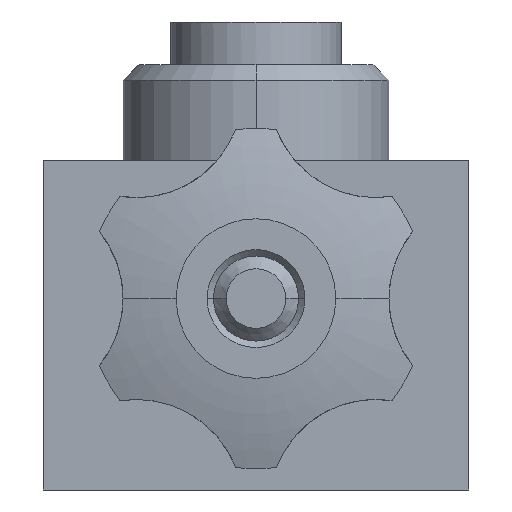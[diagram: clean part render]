
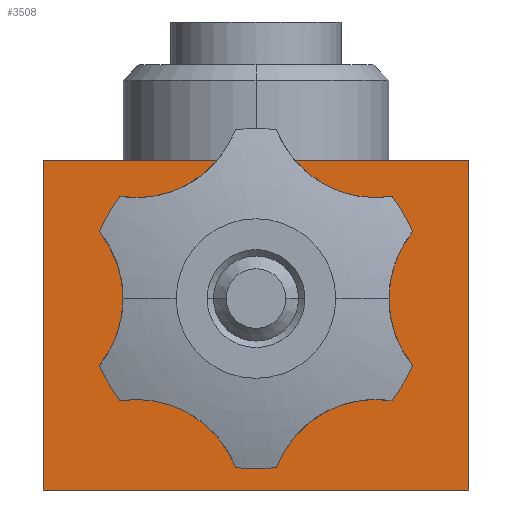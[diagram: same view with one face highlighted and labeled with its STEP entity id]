
A CAD part, left-side view. The second image highlights one B-rep face of the part: STEP entity #3508.
In plain terms, the highlighted planar face has unit normal (-1, 0, 0).
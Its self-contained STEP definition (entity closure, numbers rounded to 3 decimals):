
#5 = DIRECTION ( 'NONE',  ( 0., 0., 1. ) ) ;
#11 = DIRECTION ( 'NONE',  ( -1., 0., 0. ) ) ;
#68 = CARTESIAN_POINT ( 'NONE',  ( -30., 12.5, 18. ) ) ;
#156 = AXIS2_PLACEMENT_3D ( 'NONE', #1087, #11, #2196 ) ;
#215 = EDGE_CURVE ( 'NONE', #697, #1320, #2140, .T. ) ;
#380 = PLANE ( 'NONE',  #3154 ) ;
#396 = EDGE_CURVE ( 'NONE', #1743, #979, #587, .T. ) ;
#526 = CIRCLE ( 'NONE', #2563, 6.5 ) ;
#587 = CIRCLE ( 'NONE', #156, 6.5 ) ;
#697 = VERTEX_POINT ( 'NONE', #1937 ) ;
#836 = EDGE_CURVE ( 'NONE', #979, #1743, #526, .T. ) ;
#839 = ORIENTED_EDGE ( 'NONE', *, *, #215, .F. ) ;
#945 = EDGE_CURVE ( 'NONE', #3504, #1320, #2329, .T. ) ;
#960 = CARTESIAN_POINT ( 'NONE',  ( -30., -7.5, 0. ) ) ;
#979 = VERTEX_POINT ( 'NONE', #2088 ) ;
#1087 = CARTESIAN_POINT ( 'NONE',  ( -30., 12.5, 18. ) ) ;
#1254 = DIRECTION ( 'NONE',  ( 0., -1., 0. ) ) ;
#1286 = VECTOR ( 'NONE', #1254, 1000. ) ;
#1299 = ORIENTED_EDGE ( 'NONE', *, *, #836, .F. ) ;
#1320 = VERTEX_POINT ( 'NONE', #960 ) ;
#1477 = DIRECTION ( 'NONE',  ( 1., 0., 0. ) ) ;
#1494 = CARTESIAN_POINT ( 'NONE',  ( -30., 32.5, 31. ) ) ;
#1504 = CARTESIAN_POINT ( 'NONE',  ( -30., 32.5, 0. ) ) ;
#1540 = ORIENTED_EDGE ( 'NONE', *, *, #2998, .T. ) ;
#1569 = VECTOR ( 'NONE', #1632, 1000. ) ;
#1623 = EDGE_LOOP ( 'NONE', ( #1299, #1744 ) ) ;
#1632 = DIRECTION ( 'NONE',  ( 0., 0., -1. ) ) ;
#1686 = DIRECTION ( 'NONE',  ( 0., 0., -1. ) ) ;
#1743 = VERTEX_POINT ( 'NONE', #3176 ) ;
#1744 = ORIENTED_EDGE ( 'NONE', *, *, #396, .F. ) ;
#1937 = CARTESIAN_POINT ( 'NONE',  ( -30., -7.5, 31. ) ) ;
#2088 = CARTESIAN_POINT ( 'NONE',  ( -30., 19., 18. ) ) ;
#2128 = ORIENTED_EDGE ( 'NONE', *, *, #3293, .F. ) ;
#2140 = LINE ( 'NONE', #3255, #1569 ) ;
#2196 = DIRECTION ( 'NONE',  ( 0., 0., 1. ) ) ;
#2244 = DIRECTION ( 'NONE',  ( 0., -1., 0. ) ) ;
#2282 = VECTOR ( 'NONE', #2244, 1000. ) ;
#2302 = FACE_BOUND ( 'NONE', #1623, .T. ) ;
#2329 = LINE ( 'NONE', #1504, #1286 ) ;
#2337 = CARTESIAN_POINT ( 'NONE',  ( -30., 32.5, 0. ) ) ;
#2563 = AXIS2_PLACEMENT_3D ( 'NONE', #68, #2843, #5 ) ;
#2825 = LINE ( 'NONE', #3107, #2980 ) ;
#2843 = DIRECTION ( 'NONE',  ( -1., 0., 0. ) ) ;
#2846 = DIRECTION ( 'NONE',  ( 0., 0., 1. ) ) ;
#2970 = EDGE_LOOP ( 'NONE', ( #3462, #839, #2128, #1540 ) ) ;
#2980 = VECTOR ( 'NONE', #1686, 1000. ) ;
#2998 = EDGE_CURVE ( 'NONE', #3591, #3504, #2825, .T. ) ;
#3032 = CARTESIAN_POINT ( 'NONE',  ( -30., 32.5, 31. ) ) ;
#3107 = CARTESIAN_POINT ( 'NONE',  ( -30., 32.5, 31. ) ) ;
#3154 = AXIS2_PLACEMENT_3D ( 'NONE', #1494, #1477, #2846 ) ;
#3176 = CARTESIAN_POINT ( 'NONE',  ( -30., 6., 18. ) ) ;
#3255 = CARTESIAN_POINT ( 'NONE',  ( -30., -7.5, 31. ) ) ;
#3293 = EDGE_CURVE ( 'NONE', #3591, #697, #3327, .T. ) ;
#3327 = LINE ( 'NONE', #3032, #2282 ) ;
#3407 = CARTESIAN_POINT ( 'NONE',  ( -30., 32.5, 31. ) ) ;
#3462 = ORIENTED_EDGE ( 'NONE', *, *, #945, .T. ) ;
#3466 = FACE_OUTER_BOUND ( 'NONE', #2970, .T. ) ;
#3504 = VERTEX_POINT ( 'NONE', #2337 ) ;
#3508 = ADVANCED_FACE ( 'NONE', ( #3466, #2302 ), #380, .F. ) ;
#3591 = VERTEX_POINT ( 'NONE', #3407 ) ;
